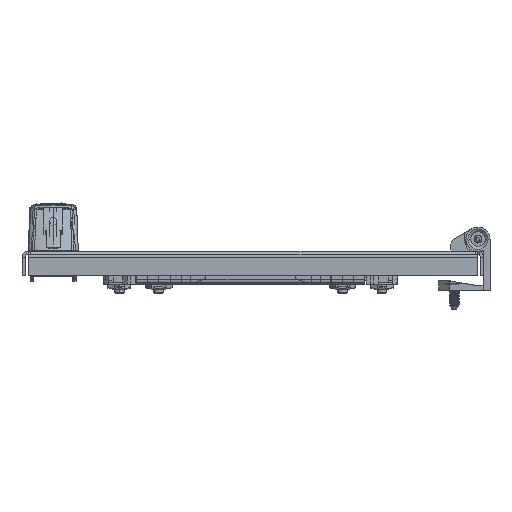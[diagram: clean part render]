
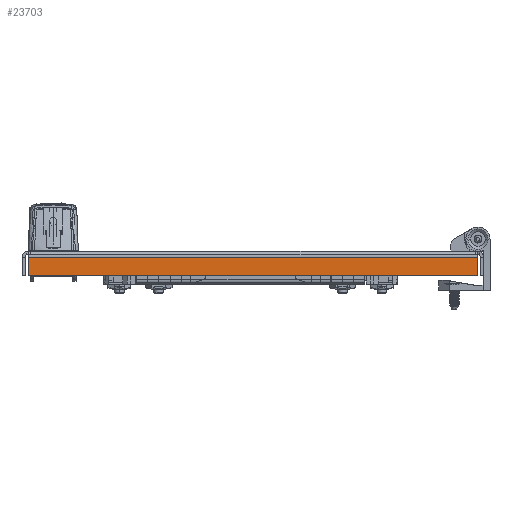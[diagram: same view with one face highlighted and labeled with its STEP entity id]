
A CAD part, front view. The second image highlights one B-rep face of the part: STEP entity #23703.
In plain terms, the highlighted planar face has unit normal (0, -1, 0).
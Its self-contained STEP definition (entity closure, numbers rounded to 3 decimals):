
#595 = ORIENTED_EDGE ( 'NONE', *, *, #20966, .F. ) ;
#3051 = CARTESIAN_POINT ( 'NONE',  ( 0., -895., -4. ) ) ;
#3729 = ORIENTED_EDGE ( 'NONE', *, *, #67397, .F. ) ;
#7336 = DIRECTION ( 'NONE',  ( 0., 1., 0. ) ) ;
#9228 = DIRECTION ( 'NONE',  ( 1., 0., 0. ) ) ;
#10095 = VECTOR ( 'NONE', #65252, 1000. ) ;
#17700 = CARTESIAN_POINT ( 'NONE',  ( 143., -895., -4. ) ) ;
#20966 = EDGE_CURVE ( 'NONE', #52856, #68404, #51585, .T. ) ;
#23301 = LINE ( 'NONE', #3051, #69613 ) ;
#23703 = ADVANCED_FACE ( 'NONE', ( #53972 ), #27174, .F. ) ;
#23961 = VERTEX_POINT ( 'NONE', #48396 ) ;
#25873 = CARTESIAN_POINT ( 'NONE',  ( 0., -895., 0. ) ) ;
#27174 = PLANE ( 'NONE',  #31910 ) ;
#31460 = LINE ( 'NONE', #85456, #10095 ) ;
#31910 = AXIS2_PLACEMENT_3D ( 'NONE', #25873, #7336, #40812 ) ;
#32127 = CARTESIAN_POINT ( 'NONE',  ( 143., -895., 0. ) ) ;
#40812 = DIRECTION ( 'NONE',  ( 0., 0., 1. ) ) ;
#44114 = DIRECTION ( 'NONE',  ( 0., 0., 1. ) ) ;
#45209 = EDGE_CURVE ( 'NONE', #68404, #74260, #23301, .T. ) ;
#47038 = DIRECTION ( 'NONE',  ( 0., 0., 1. ) ) ;
#48396 = CARTESIAN_POINT ( 'NONE',  ( 143., -895., -15.8 ) ) ;
#51585 = LINE ( 'NONE', #77883, #53105 ) ;
#52744 = CARTESIAN_POINT ( 'NONE',  ( -143., -895., -4. ) ) ;
#52856 = VERTEX_POINT ( 'NONE', #80482 ) ;
#53105 = VECTOR ( 'NONE', #44114, 1000. ) ;
#53972 = FACE_OUTER_BOUND ( 'NONE', #56219, .T. ) ;
#55883 = EDGE_CURVE ( 'NONE', #23961, #74260, #65474, .T. ) ;
#56219 = EDGE_LOOP ( 'NONE', ( #82920, #61916, #595, #3729 ) ) ;
#61916 = ORIENTED_EDGE ( 'NONE', *, *, #45209, .F. ) ;
#65252 = DIRECTION ( 'NONE',  ( -1., 0., 0. ) ) ;
#65474 = LINE ( 'NONE', #32127, #79499 ) ;
#67397 = EDGE_CURVE ( 'NONE', #23961, #52856, #31460, .T. ) ;
#68404 = VERTEX_POINT ( 'NONE', #52744 ) ;
#69613 = VECTOR ( 'NONE', #9228, 1000. ) ;
#74260 = VERTEX_POINT ( 'NONE', #17700 ) ;
#77883 = CARTESIAN_POINT ( 'NONE',  ( -143., -895., 0. ) ) ;
#79499 = VECTOR ( 'NONE', #47038, 1000. ) ;
#80482 = CARTESIAN_POINT ( 'NONE',  ( -143., -895., -15.8 ) ) ;
#82920 = ORIENTED_EDGE ( 'NONE', *, *, #55883, .T. ) ;
#85456 = CARTESIAN_POINT ( 'NONE',  ( 145., -895., -15.8 ) ) ;
